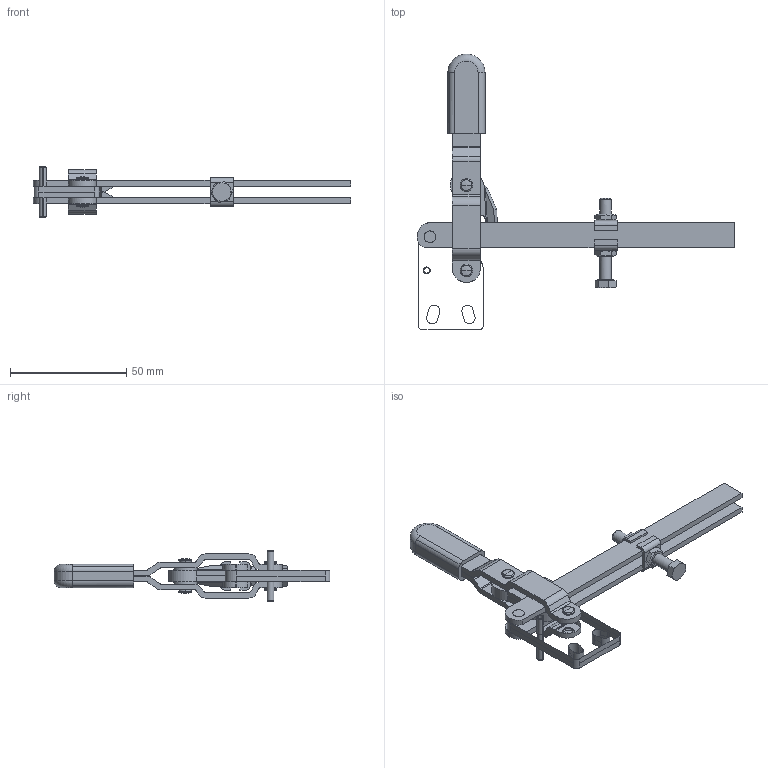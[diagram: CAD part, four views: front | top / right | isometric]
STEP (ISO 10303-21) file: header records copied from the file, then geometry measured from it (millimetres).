
FILE_DESCRIPTION(('CATIA V5 STEP Exchange'),'2;1');
FILE_NAME('VERTIKALSPANNER_TS_V_113_U_L100_357843.stp','2018-08-16T12:06:57+00:00',('none'),('none'),'CATIA Version 5 Release 19 SP 9 (IN-10)','CATIA V5 STEP AP214','none');
FILE_SCHEMA(('AUTOMOTIVE_DESIGN { 1 0 10303 214 1 1 1 1 }'));
Length unit declared in the file: millimetre
Products named in the file (1): VERTIKALSPANNER_TS_V_113_U_L100_357843
Bounding box: 136.38 x 118.6 x 22 mm (x, y, z)
Volume: 24562.1 mm3; surface area: 19487 mm2
Topology: 1 solids, 3 shells, 337 faces, 995 edges, 657 vertices
Faces by surface type: plane 170, cylinder 105, torus 26, cone 22, sphere 12, bspline 2
Entity records: 12144 total; most frequent: CARTESIAN_POINT 3396, ORIENTED_EDGE 1974, DIRECTION 1475, EDGE_CURVE 987, VERTEX_POINT 657, AXIS2_PLACEMENT_3D 635, VECTOR 529, LINE 529
